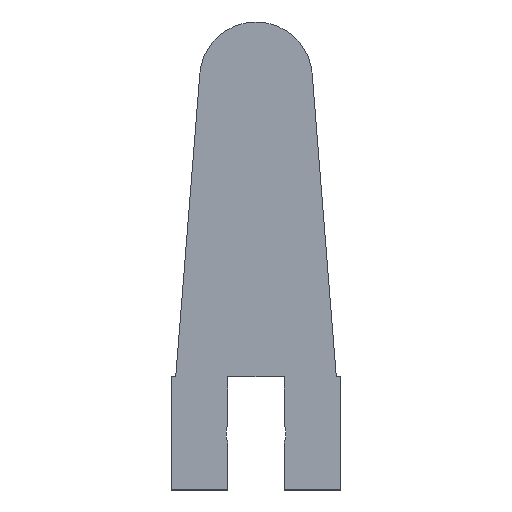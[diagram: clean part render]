
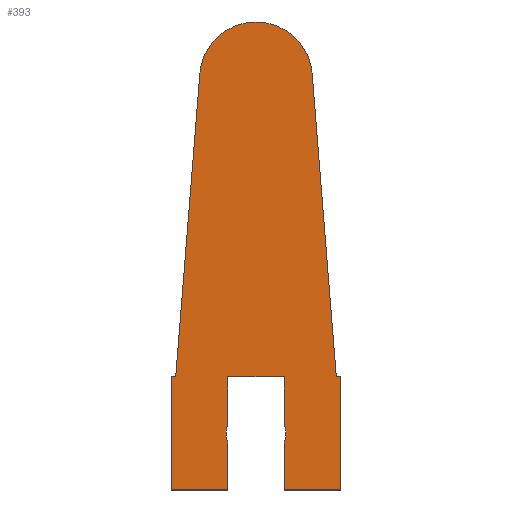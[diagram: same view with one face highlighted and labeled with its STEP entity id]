
A CAD part, top view. The second image highlights one B-rep face of the part: STEP entity #393.
In plain terms, the highlighted planar face has unit normal (0, 0, 1).
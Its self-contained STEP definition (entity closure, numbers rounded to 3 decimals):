
#4 = CARTESIAN_POINT ( 'NONE',  ( -2.5, -36.383, 6. ) ) ;
#6 = LINE ( 'NONE', #678, #402 ) ;
#17 = VERTEX_POINT ( 'NONE', #546 ) ;
#18 = CARTESIAN_POINT ( 'NONE',  ( 2.5, -32.249, 6. ) ) ;
#21 = VERTEX_POINT ( 'NONE', #683 ) ;
#39 = VERTEX_POINT ( 'NONE', #18 ) ;
#45 = CARTESIAN_POINT ( 'NONE',  ( -7.5, -36.383, 6. ) ) ;
#47 = ORIENTED_EDGE ( 'NONE', *, *, #261, .T. ) ;
#51 = VECTOR ( 'NONE', #701, 1000. ) ;
#56 = AXIS2_PLACEMENT_3D ( 'NONE', #510, #181, #637 ) ;
#63 = DIRECTION ( 'NONE',  ( 0., -1., 0. ) ) ;
#66 = DIRECTION ( 'NONE',  ( 1., 0., 0. ) ) ;
#76 = ORIENTED_EDGE ( 'NONE', *, *, #656, .T. ) ;
#88 = DIRECTION ( 'NONE',  ( 0., 1., 0. ) ) ;
#98 = CARTESIAN_POINT ( 'NONE',  ( 5., 0., 6. ) ) ;
#105 = AXIS2_PLACEMENT_3D ( 'NONE', #529, #189, #316 ) ;
#115 = EDGE_CURVE ( 'NONE', #172, #576, #586, .T. ) ;
#123 = EDGE_CURVE ( 'NONE', #557, #745, #808, .T. ) ;
#153 = ORIENTED_EDGE ( 'NONE', *, *, #211, .T. ) ;
#154 = LINE ( 'NONE', #268, #490 ) ;
#171 = VERTEX_POINT ( 'NONE', #308 ) ;
#172 = VERTEX_POINT ( 'NONE', #349 ) ;
#173 = VECTOR ( 'NONE', #398, 1000. ) ;
#180 = ORIENTED_EDGE ( 'NONE', *, *, #123, .T. ) ;
#181 = DIRECTION ( 'NONE',  ( 0., 0., -1. ) ) ;
#189 = DIRECTION ( 'NONE',  ( 0., 0., 1. ) ) ;
#196 = VERTEX_POINT ( 'NONE', #397 ) ;
#201 = ORIENTED_EDGE ( 'NONE', *, *, #803, .T. ) ;
#204 = CARTESIAN_POINT ( 'NONE',  ( 2.5, -26.383, 6. ) ) ;
#211 = EDGE_CURVE ( 'NONE', #21, #632, #321, .T. ) ;
#217 = VECTOR ( 'NONE', #415, 1000. ) ;
#219 = ORIENTED_EDGE ( 'NONE', *, *, #779, .T. ) ;
#232 = VERTEX_POINT ( 'NONE', #460 ) ;
#235 = EDGE_CURVE ( 'NONE', #254, #516, #611, .T. ) ;
#236 = CARTESIAN_POINT ( 'NONE',  ( 7.5, -36.383, 6. ) ) ;
#242 = DIRECTION ( 'NONE',  ( 0., 1., 0. ) ) ;
#246 = VERTEX_POINT ( 'NONE', #4 ) ;
#248 = LINE ( 'NONE', #555, #389 ) ;
#250 = PLANE ( 'NONE',  #712 ) ;
#254 = VERTEX_POINT ( 'NONE', #740 ) ;
#258 = LINE ( 'NONE', #798, #792 ) ;
#261 = EDGE_CURVE ( 'NONE', #745, #246, #418, .T. ) ;
#268 = CARTESIAN_POINT ( 'NONE',  ( 2.5, -26.383, 6. ) ) ;
#283 = CARTESIAN_POINT ( 'NONE',  ( -2.5, -36.383, 6. ) ) ;
#287 = VECTOR ( 'NONE', #709, 1000. ) ;
#296 = DIRECTION ( 'NONE',  ( 0., 0., -1. ) ) ;
#299 = LINE ( 'NONE', #732, #594 ) ;
#301 = ORIENTED_EDGE ( 'NONE', *, *, #537, .T. ) ;
#308 = CARTESIAN_POINT ( 'NONE',  ( 2.5, -30.517, 6. ) ) ;
#313 = CARTESIAN_POINT ( 'NONE',  ( -7.102, -26.383, 6. ) ) ;
#316 = DIRECTION ( 'NONE',  ( 1., 0., 0. ) ) ;
#321 = LINE ( 'NONE', #313, #217 ) ;
#323 = CIRCLE ( 'NONE', #807, 2.646 ) ;
#329 = CARTESIAN_POINT ( 'NONE',  ( -7.5, -36.383, 6. ) ) ;
#340 = DIRECTION ( 'NONE',  ( 0., 0., 1. ) ) ;
#341 = CARTESIAN_POINT ( 'NONE',  ( -7.102, -26.383, 6. ) ) ;
#349 = CARTESIAN_POINT ( 'NONE',  ( 7.5, -36.383, 6. ) ) ;
#357 = DIRECTION ( 'NONE',  ( 1., 0., 0. ) ) ;
#360 = CARTESIAN_POINT ( 'NONE',  ( 2.5, -36.383, 6. ) ) ;
#368 = EDGE_CURVE ( 'NONE', #632, #557, #299, .T. ) ;
#379 = VECTOR ( 'NONE', #723, 1000. ) ;
#380 = VERTEX_POINT ( 'NONE', #417 ) ;
#388 = EDGE_CURVE ( 'NONE', #196, #380, #805, .T. ) ;
#389 = VECTOR ( 'NONE', #63, 1000. ) ;
#393 = ADVANCED_FACE ( 'NONE', ( #452 ), #250, .T. ) ;
#397 = CARTESIAN_POINT ( 'NONE',  ( -2.5, -30.517, 6. ) ) ;
#398 = DIRECTION ( 'NONE',  ( 0., 1., 0. ) ) ;
#402 = VECTOR ( 'NONE', #242, 1000. ) ;
#415 = DIRECTION ( 'NONE',  ( -0.079, -0.997, 0. ) ) ;
#417 = CARTESIAN_POINT ( 'NONE',  ( -2.5, -26.383, 6. ) ) ;
#418 = LINE ( 'NONE', #687, #519 ) ;
#422 = ORIENTED_EDGE ( 'NONE', *, *, #388, .T. ) ;
#433 = EDGE_CURVE ( 'NONE', #576, #254, #561, .T. ) ;
#436 = CARTESIAN_POINT ( 'NONE',  ( -7.5, -26.383, 6. ) ) ;
#439 = ORIENTED_EDGE ( 'NONE', *, *, #538, .T. ) ;
#447 = DIRECTION ( 'NONE',  ( -1., 0., 0. ) ) ;
#452 = FACE_OUTER_BOUND ( 'NONE', #585, .T. ) ;
#456 = DIRECTION ( 'NONE',  ( 1., 0., 0. ) ) ;
#460 = CARTESIAN_POINT ( 'NONE',  ( -2.5, -32.249, 6. ) ) ;
#479 = DIRECTION ( 'NONE',  ( 1., 0., 0. ) ) ;
#490 = VECTOR ( 'NONE', #479, 1000. ) ;
#494 = DIRECTION ( 'NONE',  ( 1., 0., 0. ) ) ;
#495 = VECTOR ( 'NONE', #749, 1000. ) ;
#500 = LINE ( 'NONE', #360, #287 ) ;
#508 = ORIENTED_EDGE ( 'NONE', *, *, #115, .T. ) ;
#510 = CARTESIAN_POINT ( 'NONE',  ( 0., -31.383, 6. ) ) ;
#514 = CARTESIAN_POINT ( 'NONE',  ( 0., -31.383, 6. ) ) ;
#516 = VERTEX_POINT ( 'NONE', #98 ) ;
#517 = EDGE_CURVE ( 'NONE', #232, #196, #323, .T. ) ;
#519 = VECTOR ( 'NONE', #456, 1000. ) ;
#524 = ORIENTED_EDGE ( 'NONE', *, *, #558, .T. ) ;
#525 = ORIENTED_EDGE ( 'NONE', *, *, #517, .T. ) ;
#529 = CARTESIAN_POINT ( 'NONE',  ( 0., 0., 6. ) ) ;
#537 = EDGE_CURVE ( 'NONE', #246, #232, #6, .T. ) ;
#538 = EDGE_CURVE ( 'NONE', #171, #39, #682, .T. ) ;
#546 = CARTESIAN_POINT ( 'NONE',  ( 2.5, -36.383, 6. ) ) ;
#551 = CARTESIAN_POINT ( 'NONE',  ( 7.5, -26.383, 6. ) ) ;
#555 = CARTESIAN_POINT ( 'NONE',  ( 2.5, -36.383, 6. ) ) ;
#557 = VERTEX_POINT ( 'NONE', #436 ) ;
#558 = EDGE_CURVE ( 'NONE', #516, #21, #582, .T. ) ;
#561 = LINE ( 'NONE', #735, #379 ) ;
#570 = CARTESIAN_POINT ( 'NONE',  ( 7.102, -26.383, 6. ) ) ;
#576 = VERTEX_POINT ( 'NONE', #551 ) ;
#582 = CIRCLE ( 'NONE', #105, 5. ) ;
#585 = EDGE_LOOP ( 'NONE', ( #301, #525, #422, #76, #671, #439, #201, #219, #508, #705, #785, #524, #153, #660, #180, #47 ) ) ;
#586 = LINE ( 'NONE', #236, #649 ) ;
#594 = VECTOR ( 'NONE', #447, 1000. ) ;
#611 = LINE ( 'NONE', #570, #51 ) ;
#628 = VERTEX_POINT ( 'NONE', #204 ) ;
#632 = VERTEX_POINT ( 'NONE', #341 ) ;
#637 = DIRECTION ( 'NONE',  ( 1., 0., 0. ) ) ;
#649 = VECTOR ( 'NONE', #88, 1000. ) ;
#656 = EDGE_CURVE ( 'NONE', #380, #628, #154, .T. ) ;
#660 = ORIENTED_EDGE ( 'NONE', *, *, #368, .T. ) ;
#671 = ORIENTED_EDGE ( 'NONE', *, *, #770, .T. ) ;
#678 = CARTESIAN_POINT ( 'NONE',  ( -2.5, -36.383, 6. ) ) ;
#682 = CIRCLE ( 'NONE', #56, 2.646 ) ;
#683 = CARTESIAN_POINT ( 'NONE',  ( -5., 0., 6. ) ) ;
#687 = CARTESIAN_POINT ( 'NONE',  ( -7.5, -36.383, 6. ) ) ;
#697 = CARTESIAN_POINT ( 'NONE',  ( 0., 0., 6. ) ) ;
#701 = DIRECTION ( 'NONE',  ( -0.079, 0.997, 0. ) ) ;
#705 = ORIENTED_EDGE ( 'NONE', *, *, #433, .T. ) ;
#709 = DIRECTION ( 'NONE',  ( 0., -1., 0. ) ) ;
#712 = AXIS2_PLACEMENT_3D ( 'NONE', #697, #340, #357 ) ;
#723 = DIRECTION ( 'NONE',  ( -1., 0., 0. ) ) ;
#732 = CARTESIAN_POINT ( 'NONE',  ( -7.5, -26.383, 6. ) ) ;
#735 = CARTESIAN_POINT ( 'NONE',  ( 7.5, -26.383, 6. ) ) ;
#740 = CARTESIAN_POINT ( 'NONE',  ( 7.102, -26.383, 6. ) ) ;
#745 = VERTEX_POINT ( 'NONE', #45 ) ;
#749 = DIRECTION ( 'NONE',  ( 0., -1., 0. ) ) ;
#770 = EDGE_CURVE ( 'NONE', #628, #171, #248, .T. ) ;
#779 = EDGE_CURVE ( 'NONE', #17, #172, #258, .T. ) ;
#785 = ORIENTED_EDGE ( 'NONE', *, *, #235, .T. ) ;
#792 = VECTOR ( 'NONE', #494, 1000. ) ;
#798 = CARTESIAN_POINT ( 'NONE',  ( 7.5, -36.383, 6. ) ) ;
#803 = EDGE_CURVE ( 'NONE', #39, #17, #500, .T. ) ;
#805 = LINE ( 'NONE', #283, #173 ) ;
#807 = AXIS2_PLACEMENT_3D ( 'NONE', #514, #296, #66 ) ;
#808 = LINE ( 'NONE', #329, #495 ) ;
